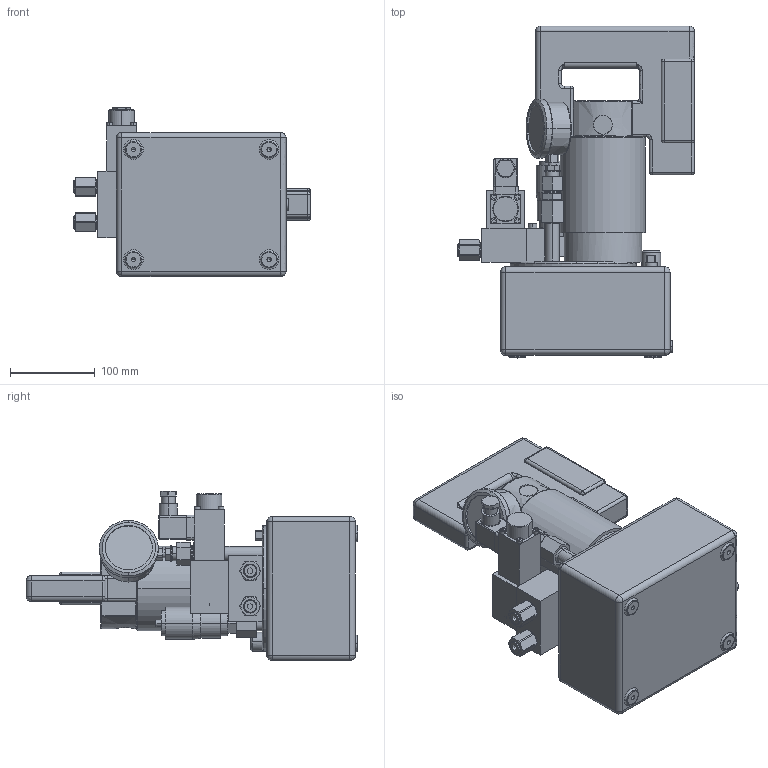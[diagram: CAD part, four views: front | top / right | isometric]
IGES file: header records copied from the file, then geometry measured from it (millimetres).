
Start section:  PTC IGES file: ilc55324043.igs
Global section: file name: ilc55324043.igs; native system: Creo Parametric by PTC Inc.; preprocessor: 2021164; author: AThompson; organization: Unknown; date: 20260107.134807; units: inch
Bounding box: 279.36 x 391.53 x 199.49 mm (x, y, z)
Surface area: 358927.4 mm2 (no closed solid volume)
Topology: 0 solids, 0 shells, 726 faces, 3292 edges, 3282 vertices
Faces by surface type: revolution 411, bspline 315
